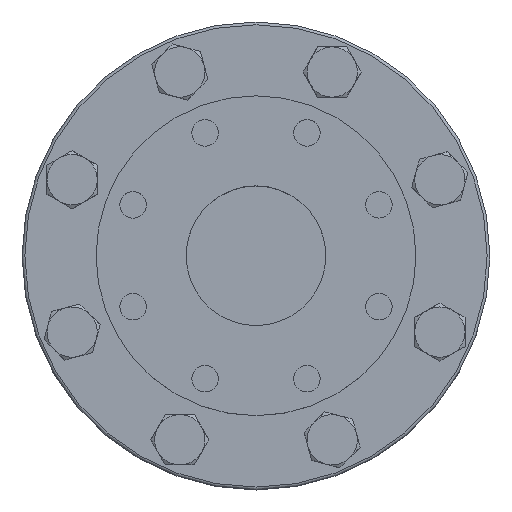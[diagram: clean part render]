
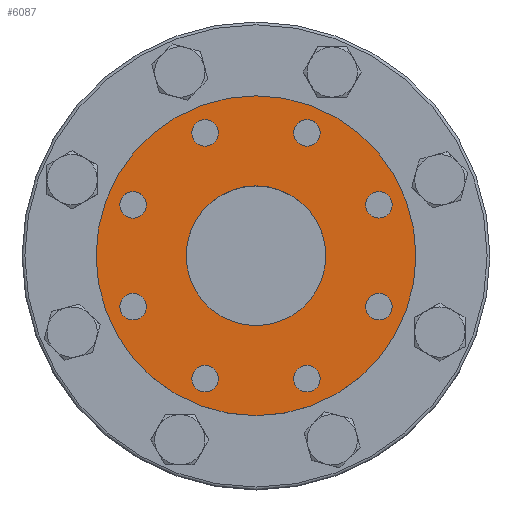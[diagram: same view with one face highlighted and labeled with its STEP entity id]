
A CAD part, top view. The second image highlights one B-rep face of the part: STEP entity #6087.
In plain terms, the highlighted planar face has unit normal (0, 0, 1).
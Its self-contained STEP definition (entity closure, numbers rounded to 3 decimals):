
#94=CARTESIAN_POINT('',(50.,0.0,107.5));
#95=VERTEX_POINT('',#94);
#96=CARTESIAN_POINT('',(0.,0.0,107.5));
#97=DIRECTION('',(0.0,0.0,-1.0));
#98=DIRECTION('',(1.0,0.0,0.0));
#99=AXIS2_PLACEMENT_3D('',#96,#97,#98);
#100=CIRCLE('',#99,50.0);
#101=EDGE_CURVE('',#95,#95,#100,.T.);
#5356=CARTESIAN_POINT('',(114.5,0.0,107.5));
#5357=VERTEX_POINT('',#5356);
#5358=CARTESIAN_POINT('',(0.,0.0,107.5));
#5359=DIRECTION('',(0.0,0.0,1.0));
#5360=DIRECTION('',(1.0,0.0,0.0));
#5361=AXIS2_PLACEMENT_3D('',#5358,#5359,#5360);
#5362=CIRCLE('',#5361,114.5);
#5363=EDGE_CURVE('',#5357,#5357,#5362,.T.);
#5400=CARTESIAN_POINT('',(-29.733,-94.717,107.5));
#5401=VERTEX_POINT('',#5400);
#5402=CARTESIAN_POINT('',(-36.451,-88.,107.5));
#5403=DIRECTION('',(0.,0.,-1.0));
#5404=DIRECTION('',(0.707,-0.707,0.));
#5405=AXIS2_PLACEMENT_3D('',#5402,#5403,#5404);
#5406=CIRCLE('',#5405,9.5);
#5407=EDGE_CURVE('',#5401,#5401,#5406,.T.);
#5441=CARTESIAN_POINT('',(-88.,-45.951,107.5));
#5442=VERTEX_POINT('',#5441);
#5443=CARTESIAN_POINT('',(-88.,-36.451,107.5));
#5444=DIRECTION('',(0.0,0.0,-1.0));
#5445=DIRECTION('',(0.0,-1.0,0.0));
#5446=AXIS2_PLACEMENT_3D('',#5443,#5444,#5445);
#5447=CIRCLE('',#5446,9.5);
#5448=EDGE_CURVE('',#5442,#5442,#5447,.T.);
#5482=CARTESIAN_POINT('',(-94.717,29.733,107.5));
#5483=VERTEX_POINT('',#5482);
#5484=CARTESIAN_POINT('',(-88.,36.451,107.5));
#5485=DIRECTION('',(0.,0.,-1.0));
#5486=DIRECTION('',(-0.707,-0.707,0.));
#5487=AXIS2_PLACEMENT_3D('',#5484,#5485,#5486);
#5488=CIRCLE('',#5487,9.5);
#5489=EDGE_CURVE('',#5483,#5483,#5488,.T.);
#5523=CARTESIAN_POINT('',(-45.951,88.,107.5));
#5524=VERTEX_POINT('',#5523);
#5525=CARTESIAN_POINT('',(-36.451,88.,107.5));
#5526=DIRECTION('',(0.0,0.0,-1.0));
#5527=DIRECTION('',(-1.0,0.0,0.0));
#5528=AXIS2_PLACEMENT_3D('',#5525,#5526,#5527);
#5529=CIRCLE('',#5528,9.5);
#5530=EDGE_CURVE('',#5524,#5524,#5529,.T.);
#5564=CARTESIAN_POINT('',(29.733,94.717,107.5));
#5565=VERTEX_POINT('',#5564);
#5566=CARTESIAN_POINT('',(36.451,88.,107.5));
#5567=DIRECTION('',(0.,0.,-1.));
#5568=DIRECTION('',(-0.707,0.707,0.));
#5569=AXIS2_PLACEMENT_3D('',#5566,#5567,#5568);
#5570=CIRCLE('',#5569,9.5);
#5571=EDGE_CURVE('',#5565,#5565,#5570,.T.);
#5605=CARTESIAN_POINT('',(88.,45.951,107.5));
#5606=VERTEX_POINT('',#5605);
#5607=CARTESIAN_POINT('',(88.,36.451,107.5));
#5608=DIRECTION('',(0.0,0.0,-1.0));
#5609=DIRECTION('',(0.0,1.0,0.0));
#5610=AXIS2_PLACEMENT_3D('',#5607,#5608,#5609);
#5611=CIRCLE('',#5610,9.5);
#5612=EDGE_CURVE('',#5606,#5606,#5611,.T.);
#5646=CARTESIAN_POINT('',(94.717,-29.733,107.5));
#5647=VERTEX_POINT('',#5646);
#5648=CARTESIAN_POINT('',(88.,-36.451,107.5));
#5649=DIRECTION('',(0.,0.,-1.));
#5650=DIRECTION('',(0.707,0.707,0.));
#5651=AXIS2_PLACEMENT_3D('',#5648,#5649,#5650);
#5652=CIRCLE('',#5651,9.5);
#5653=EDGE_CURVE('',#5647,#5647,#5652,.T.);
#5687=CARTESIAN_POINT('',(45.951,-88.,107.5));
#5688=VERTEX_POINT('',#5687);
#5689=CARTESIAN_POINT('',(36.451,-88.,107.5));
#5690=DIRECTION('',(0.0,0.0,-1.0));
#5691=DIRECTION('',(1.0,0.0,0.0));
#5692=AXIS2_PLACEMENT_3D('',#5689,#5690,#5691);
#5693=CIRCLE('',#5692,9.5);
#5694=EDGE_CURVE('',#5688,#5688,#5693,.T.);
#6052=CARTESIAN_POINT('',(57.25,0.0,107.5));
#6053=DIRECTION('',(0.0,0.0,1.0));
#6054=DIRECTION('',(1.0,0.0,0.0));
#6055=AXIS2_PLACEMENT_3D('',#6052,#6053,#6054);
#6056=PLANE('',#6055);
#6057=ORIENTED_EDGE('',*,*,#5363,.T.);
#6058=EDGE_LOOP('',(#6057));
#6059=FACE_OUTER_BOUND('',#6058,.T.);
#6060=ORIENTED_EDGE('',*,*,#101,.T.);
#6061=EDGE_LOOP('',(#6060));
#6062=FACE_BOUND('',#6061,.T.);
#6063=ORIENTED_EDGE('',*,*,#5407,.T.);
#6064=EDGE_LOOP('',(#6063));
#6065=FACE_BOUND('',#6064,.T.);
#6066=ORIENTED_EDGE('',*,*,#5448,.T.);
#6067=EDGE_LOOP('',(#6066));
#6068=FACE_BOUND('',#6067,.T.);
#6069=ORIENTED_EDGE('',*,*,#5489,.T.);
#6070=EDGE_LOOP('',(#6069));
#6071=FACE_BOUND('',#6070,.T.);
#6072=ORIENTED_EDGE('',*,*,#5530,.T.);
#6073=EDGE_LOOP('',(#6072));
#6074=FACE_BOUND('',#6073,.T.);
#6075=ORIENTED_EDGE('',*,*,#5571,.T.);
#6076=EDGE_LOOP('',(#6075));
#6077=FACE_BOUND('',#6076,.T.);
#6078=ORIENTED_EDGE('',*,*,#5612,.T.);
#6079=EDGE_LOOP('',(#6078));
#6080=FACE_BOUND('',#6079,.T.);
#6081=ORIENTED_EDGE('',*,*,#5653,.T.);
#6082=EDGE_LOOP('',(#6081));
#6083=FACE_BOUND('',#6082,.T.);
#6084=ORIENTED_EDGE('',*,*,#5694,.T.);
#6085=EDGE_LOOP('',(#6084));
#6086=FACE_BOUND('',#6085,.T.);
#6087=ADVANCED_FACE('',(#6059,#6062,#6065,#6068,#6071,#6074,#6077,#6080,#6083,#6086),#6056,.T.);
